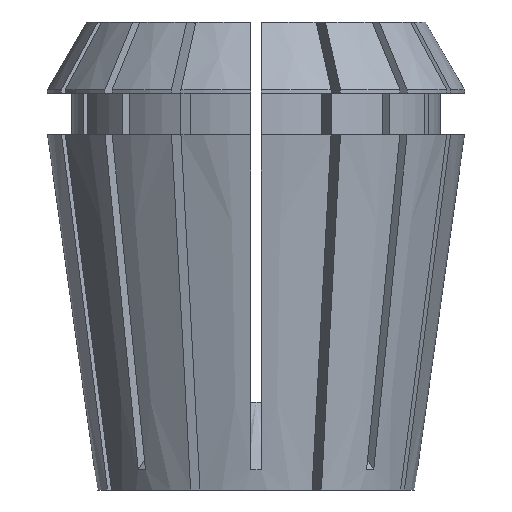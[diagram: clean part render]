
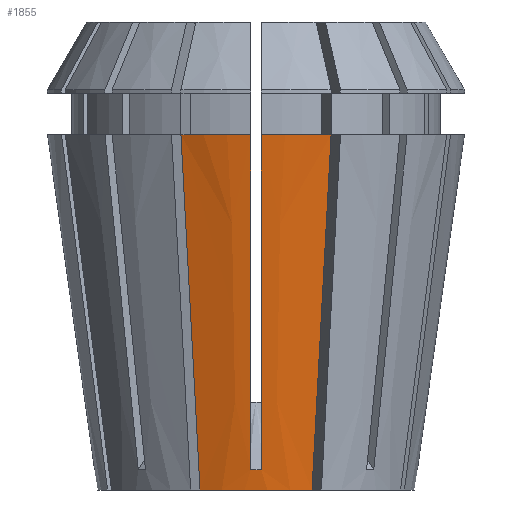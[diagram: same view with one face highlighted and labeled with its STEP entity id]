
A CAD part, left-side view. The second image highlights one B-rep face of the part: STEP entity #1855.
In plain terms, the highlighted conical face has half-angle 8 degrees and reference radius 15.595 mm.
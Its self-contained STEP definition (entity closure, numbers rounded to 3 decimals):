
#56 = CARTESIAN_POINT ( 'NONE',  ( -17.615, 6.755, 23.267 ) ) ;
#99 = CARTESIAN_POINT ( 'NONE',  ( -15.87, 0.5, 2.007 ) ) ;
#108 = EDGE_LOOP ( 'NONE', ( #1510, #3454, #3893, #1515, #2165, #4086, #2787, #1525 ) ) ;
#161 = CARTESIAN_POINT ( 'NONE',  ( -15.982, -0.5, 2.803 ) ) ;
#196 = CIRCLE ( 'NONE', #4518, 20.5 ) ;
#208 = DIRECTION ( 'NONE',  ( -1., 0., 0. ) ) ;
#225 = CARTESIAN_POINT ( 'NONE',  ( -16.104, -6.129, 11.633 ) ) ;
#283 = VERTEX_POINT ( 'NONE', #3694 ) ;
#431 = VERTEX_POINT ( 'NONE', #5108 ) ;
#469 = CARTESIAN_POINT ( 'NONE',  ( -15.87, 0.5, 2.007 ) ) ;
#537 = VERTEX_POINT ( 'NONE', #99 ) ;
#662 = CARTESIAN_POINT ( 'NONE',  ( -19.126, -7.381, 34.9 ) ) ;
#668 = EDGE_CURVE ( 'NONE', #1648, #4460, #5431, .T. ) ;
#705 = EDGE_CURVE ( 'NONE', #431, #5124, #3246, .T. ) ;
#742 = CARTESIAN_POINT ( 'NONE',  ( 0., 0., 0. ) ) ;
#878 = CARTESIAN_POINT ( 'NONE',  ( -20.494, 0.5, 34.9 ) ) ;
#981 = CARTESIAN_POINT ( 'NONE',  ( -15.879, 0.167, 1.998 ) ) ;
#1037 = CARTESIAN_POINT ( 'NONE',  ( 0., 0., 34.9 ) ) ;
#1141 = VERTEX_POINT ( 'NONE', #878 ) ;
#1150 = EDGE_CURVE ( 'NONE', #1648, #431, #2177, .T. ) ;
#1157 = EDGE_CURVE ( 'NONE', #537, #5124, #2850, .T. ) ;
#1177 = CARTESIAN_POINT ( 'NONE',  ( -20.169, 0.5, 32.584 ) ) ;
#1350 = AXIS2_PLACEMENT_3D ( 'NONE', #1385, #5206, #4794 ) ;
#1385 = CARTESIAN_POINT ( 'NONE',  ( 0., 0., 34.9 ) ) ;
#1463 = CARTESIAN_POINT ( 'NONE',  ( -18.848, -0.5, 23.188 ) ) ;
#1482 = EDGE_CURVE ( 'NONE', #4460, #283, #3437, .T. ) ;
#1510 = ORIENTED_EDGE ( 'NONE', *, *, #1557, .T. ) ;
#1515 = ORIENTED_EDGE ( 'NONE', *, *, #668, .F. ) ;
#1519 = AXIS2_PLACEMENT_3D ( 'NONE', #3816, #5110, #5162 ) ;
#1525 = ORIENTED_EDGE ( 'NONE', *, *, #2806, .F. ) ;
#1557 = EDGE_CURVE ( 'NONE', #1141, #3771, #196, .T. ) ;
#1575 = CARTESIAN_POINT ( 'NONE',  ( -18.848, 0.5, 23.188 ) ) ;
#1648 = VERTEX_POINT ( 'NONE', #662 ) ;
#1846 = CARTESIAN_POINT ( 'NONE',  ( -16.094, -0.5, 3.6 ) ) ;
#1855 = ADVANCED_FACE ( 'NONE', ( #4112 ), #3971, .T. ) ;
#1864 = CARTESIAN_POINT ( 'NONE',  ( -14.592, -5.503, 0. ) ) ;
#1891 = CARTESIAN_POINT ( 'NONE',  ( -17.527, -0.5, 13.792 ) ) ;
#1914 = CARTESIAN_POINT ( 'NONE',  ( -19.126, -7.381, 34.9 ) ) ;
#1975 = CARTESIAN_POINT ( 'NONE',  ( -16.094, 0.5, 3.6 ) ) ;
#1993 = CARTESIAN_POINT ( 'NONE',  ( -20.494, 0.5, 34.9 ) ) ;
#2165 = ORIENTED_EDGE ( 'NONE', *, *, #1150, .T. ) ;
#2177 = CIRCLE ( 'NONE', #1350, 20.5 ) ;
#2214 = AXIS2_PLACEMENT_3D ( 'NONE', #742, #4121, #4563 ) ;
#2262 = CARTESIAN_POINT ( 'NONE',  ( -16.206, -0.5, 4.396 ) ) ;
#2302 = CARTESIAN_POINT ( 'NONE',  ( -17.615, -6.755, 23.267 ) ) ;
#2666 = CARTESIAN_POINT ( 'NONE',  ( -15.879, -0.167, 1.998 ) ) ;
#2681 = CARTESIAN_POINT ( 'NONE',  ( -20.169, -0.5, 32.584 ) ) ;
#2701 = CARTESIAN_POINT ( 'NONE',  ( -20.277, -0.5, 33.356 ) ) ;
#2787 = ORIENTED_EDGE ( 'NONE', *, *, #1157, .F. ) ;
#2806 = EDGE_CURVE ( 'NONE', #1141, #537, #3073, .T. ) ;
#2850 = B_SPLINE_CURVE_WITH_KNOTS ( 'NONE', 3,
 ( #469, #981, #2666, #3539 ),
 .UNSPECIFIED., .F., .F.,
 ( 4, 4 ),
 ( 0., 0.001 ),
 .UNSPECIFIED. ) ;
#2859 = CARTESIAN_POINT ( 'NONE',  ( -17.527, 0.5, 13.792 ) ) ;
#2999 = B_SPLINE_CURVE_WITH_KNOTS ( 'NONE', 3,
 ( #5154, #56, #4437, #5249 ),
 .UNSPECIFIED., .F., .F.,
 ( 4, 4 ),
 ( 0., 0.035 ),
 .UNSPECIFIED. ) ;
#3073 = B_SPLINE_CURVE_WITH_KNOTS ( 'NONE', 3,
 ( #1993, #3310, #4550, #1177, #1575, #2859, #3274, #1975, #4144, #4569 ),
 .UNSPECIFIED., .F., .F.,
 ( 4, 3, 3, 4 ),
 ( 0.074, 0.077, 0.105, 0.108 ),
 .UNSPECIFIED. ) ;
#3246 = B_SPLINE_CURVE_WITH_KNOTS ( 'NONE', 3,
 ( #4830, #4409, #2701, #2681, #1463, #1891, #2262, #1846, #161, #4867 ),
 .UNSPECIFIED., .F., .F.,
 ( 4, 3, 3, 4 ),
 ( 0.074, 0.077, 0.105, 0.108 ),
 .UNSPECIFIED. ) ;
#3274 = CARTESIAN_POINT ( 'NONE',  ( -16.206, 0.5, 4.396 ) ) ;
#3310 = CARTESIAN_POINT ( 'NONE',  ( -20.386, 0.5, 34.128 ) ) ;
#3437 = CIRCLE ( 'NONE', #2214, 15.595 ) ;
#3454 = ORIENTED_EDGE ( 'NONE', *, *, #5039, .T. ) ;
#3539 = CARTESIAN_POINT ( 'NONE',  ( -15.87, -0.5, 2.007 ) ) ;
#3694 = CARTESIAN_POINT ( 'NONE',  ( -14.592, 5.503, 0. ) ) ;
#3771 = VERTEX_POINT ( 'NONE', #5250 ) ;
#3816 = CARTESIAN_POINT ( 'NONE',  ( 0., 0., 0. ) ) ;
#3893 = ORIENTED_EDGE ( 'NONE', *, *, #1482, .F. ) ;
#3971 = CONICAL_SURFACE ( 'NONE', #1519, 15.595, 0.14 ) ;
#4019 = DIRECTION ( 'NONE',  ( 0., 0., -1. ) ) ;
#4086 = ORIENTED_EDGE ( 'NONE', *, *, #705, .T. ) ;
#4112 = FACE_OUTER_BOUND ( 'NONE', #108, .T. ) ;
#4121 = DIRECTION ( 'NONE',  ( 0., 0., -1. ) ) ;
#4144 = CARTESIAN_POINT ( 'NONE',  ( -15.982, 0.5, 2.803 ) ) ;
#4409 = CARTESIAN_POINT ( 'NONE',  ( -20.386, -0.5, 34.128 ) ) ;
#4437 = CARTESIAN_POINT ( 'NONE',  ( -16.104, 6.129, 11.633 ) ) ;
#4460 = VERTEX_POINT ( 'NONE', #5328 ) ;
#4518 = AXIS2_PLACEMENT_3D ( 'NONE', #1037, #4019, #208 ) ;
#4550 = CARTESIAN_POINT ( 'NONE',  ( -20.277, 0.5, 33.356 ) ) ;
#4563 = DIRECTION ( 'NONE',  ( -1., 0., 0. ) ) ;
#4569 = CARTESIAN_POINT ( 'NONE',  ( -15.87, 0.5, 2.007 ) ) ;
#4794 = DIRECTION ( 'NONE',  ( -1., 0., 0. ) ) ;
#4830 = CARTESIAN_POINT ( 'NONE',  ( -20.494, -0.5, 34.9 ) ) ;
#4859 = CARTESIAN_POINT ( 'NONE',  ( -15.87, -0.5, 2.007 ) ) ;
#4867 = CARTESIAN_POINT ( 'NONE',  ( -15.87, -0.5, 2.007 ) ) ;
#5039 = EDGE_CURVE ( 'NONE', #3771, #283, #2999, .T. ) ;
#5108 = CARTESIAN_POINT ( 'NONE',  ( -20.494, -0.5, 34.9 ) ) ;
#5110 = DIRECTION ( 'NONE',  ( 0., 0., 1. ) ) ;
#5124 = VERTEX_POINT ( 'NONE', #4859 ) ;
#5154 = CARTESIAN_POINT ( 'NONE',  ( -19.126, 7.381, 34.9 ) ) ;
#5162 = DIRECTION ( 'NONE',  ( 1., 0., 0. ) ) ;
#5206 = DIRECTION ( 'NONE',  ( 0., 0., -1. ) ) ;
#5249 = CARTESIAN_POINT ( 'NONE',  ( -14.592, 5.503, 0. ) ) ;
#5250 = CARTESIAN_POINT ( 'NONE',  ( -19.126, 7.381, 34.9 ) ) ;
#5328 = CARTESIAN_POINT ( 'NONE',  ( -14.592, -5.503, 0. ) ) ;
#5431 = B_SPLINE_CURVE_WITH_KNOTS ( 'NONE', 3,
 ( #1914, #2302, #225, #1864 ),
 .UNSPECIFIED., .F., .F.,
 ( 4, 4 ),
 ( 0., 0.035 ),
 .UNSPECIFIED. ) ;
